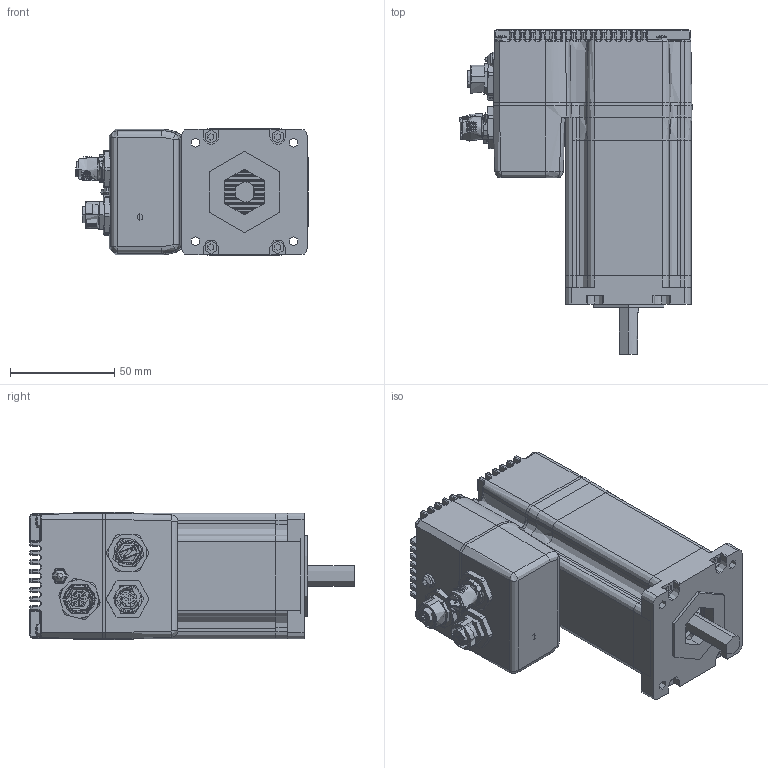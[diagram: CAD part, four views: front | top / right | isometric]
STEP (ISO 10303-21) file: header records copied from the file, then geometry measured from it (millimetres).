
FILE_DESCRIPTION (( 'STEP AP203' ), '1' );
FILE_NAME ('TXM24S-3EG.STEP', '2018-01-31T02:29:11', ( '' ), ( '' ), 'SwSTEP 2.0', 'SolidWorks 2015', '' );
FILE_SCHEMA (( 'CONFIG_CONTROL_DESIGN' ));
Length unit declared in the file: millimetre
Products named in the file (1): TXM24S-3EG
Bounding box: 111.15 x 155.3 x 61.01 mm (x, y, z)
Topology: 0 solids, 75 shells, 1509 faces, 4244 edges, 2706 vertices
Faces by surface type: cylinder 564, plane 409, bspline 400, cone 135, sphere 1
Entity records: 64866 total; most frequent: CARTESIAN_POINT 29748, ORIENTED_EDGE 7302, DIRECTION 6650, EDGE_CURVE 4155, VERTEX_POINT 2700, AXIS2_PLACEMENT_3D 2398, VECTOR 1854, LINE 1854
